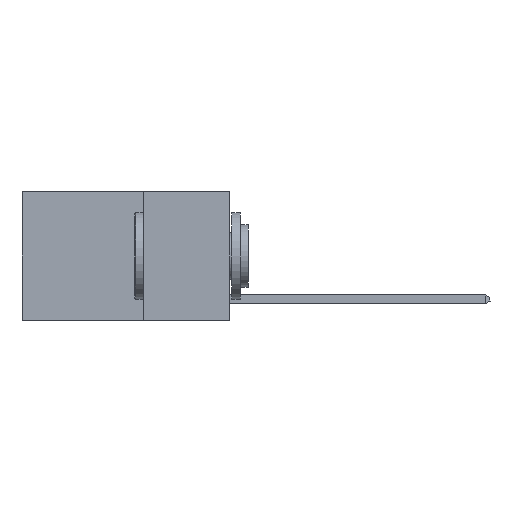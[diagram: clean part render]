
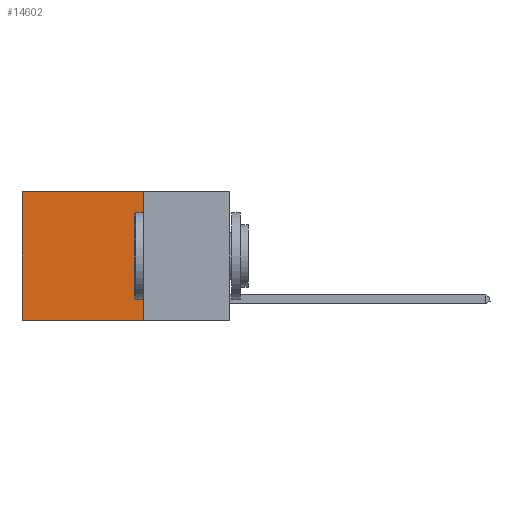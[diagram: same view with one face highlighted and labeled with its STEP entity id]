
A CAD part, left-side view. The second image highlights one B-rep face of the part: STEP entity #14602.
In plain terms, the highlighted planar face has unit normal (-1, 0, 0).
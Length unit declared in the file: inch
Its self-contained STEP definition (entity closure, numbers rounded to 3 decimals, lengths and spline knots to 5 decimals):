
#216 = CARTESIAN_POINT ( 'NONE',  ( 0.2625, 0.6, 0. ) ) ;
#819 = VECTOR ( 'NONE', #3124, 39.37008 ) ;
#925 = FACE_OUTER_BOUND ( 'NONE', #12823, .T. ) ;
#958 = ORIENTED_EDGE ( 'NONE', *, *, #5021, .F. ) ;
#1113 = DIRECTION ( 'NONE',  ( 1., 0., 0. ) ) ;
#1242 = EDGE_CURVE ( 'NONE', #15346, #10205, #17416, .T. ) ;
#1308 = VECTOR ( 'NONE', #6584, 39.37008 ) ;
#1376 = VECTOR ( 'NONE', #1750, 39.37008 ) ;
#1750 = DIRECTION ( 'NONE',  ( 0., 0., -1. ) ) ;
#2296 = ORIENTED_EDGE ( 'NONE', *, *, #17486, .F. ) ;
#3124 = DIRECTION ( 'NONE',  ( 0., 0., -1. ) ) ;
#3684 = ORIENTED_EDGE ( 'NONE', *, *, #18334, .T. ) ;
#4586 = VERTEX_POINT ( 'NONE', #9184 ) ;
#5021 = EDGE_CURVE ( 'NONE', #15346, #4586, #16134, .T. ) ;
#5059 = LINE ( 'NONE', #216, #819 ) ;
#6584 = DIRECTION ( 'NONE',  ( 0., 1., 0. ) ) ;
#7063 = AXIS2_PLACEMENT_3D ( 'NONE', #12506, #1113, #11157 ) ;
#7481 = CARTESIAN_POINT ( 'NONE',  ( 0.2625, 0.25, 0. ) ) ;
#8052 = LINE ( 'NONE', #12710, #11829 ) ;
#9184 = CARTESIAN_POINT ( 'NONE',  ( 0.2625, 0.25, -0.37 ) ) ;
#9859 = DIRECTION ( 'NONE',  ( 0., 1., 0. ) ) ;
#10205 = VERTEX_POINT ( 'NONE', #12752 ) ;
#11157 = DIRECTION ( 'NONE',  ( 0., 0., -1. ) ) ;
#11603 = CARTESIAN_POINT ( 'NONE',  ( 0.2625, 0.6, -0.37 ) ) ;
#11829 = VECTOR ( 'NONE', #9859, 39.37008 ) ;
#12290 = CARTESIAN_POINT ( 'NONE',  ( 0.2625, 0.25, 0. ) ) ;
#12506 = CARTESIAN_POINT ( 'NONE',  ( 0.2625, 0.25, 0. ) ) ;
#12710 = CARTESIAN_POINT ( 'NONE',  ( 0.2625, 0.25, -0.37 ) ) ;
#12752 = CARTESIAN_POINT ( 'NONE',  ( 0.2625, 0.6, 0. ) ) ;
#12823 = EDGE_LOOP ( 'NONE', ( #3684, #2296, #958, #16426 ) ) ;
#14602 = ADVANCED_FACE ( 'NONE', ( #925 ), #18236, .F. ) ;
#15346 = VERTEX_POINT ( 'NONE', #15525 ) ;
#15525 = CARTESIAN_POINT ( 'NONE',  ( 0.2625, 0.25, 0. ) ) ;
#16134 = LINE ( 'NONE', #7481, #1376 ) ;
#16426 = ORIENTED_EDGE ( 'NONE', *, *, #1242, .T. ) ;
#17416 = LINE ( 'NONE', #12290, #1308 ) ;
#17486 = EDGE_CURVE ( 'NONE', #4586, #18283, #8052, .T. ) ;
#18236 = PLANE ( 'NONE',  #7063 ) ;
#18283 = VERTEX_POINT ( 'NONE', #11603 ) ;
#18334 = EDGE_CURVE ( 'NONE', #10205, #18283, #5059, .T. ) ;
